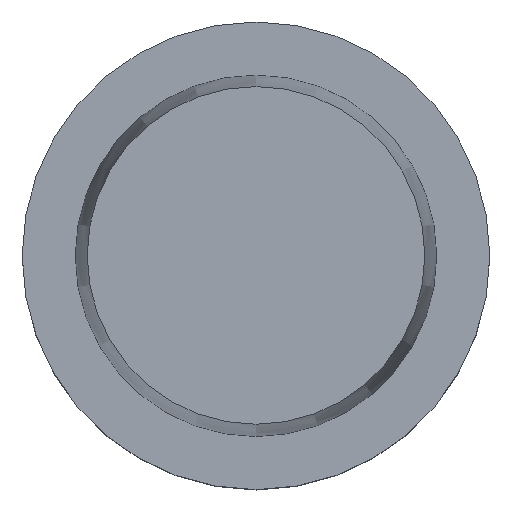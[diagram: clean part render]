
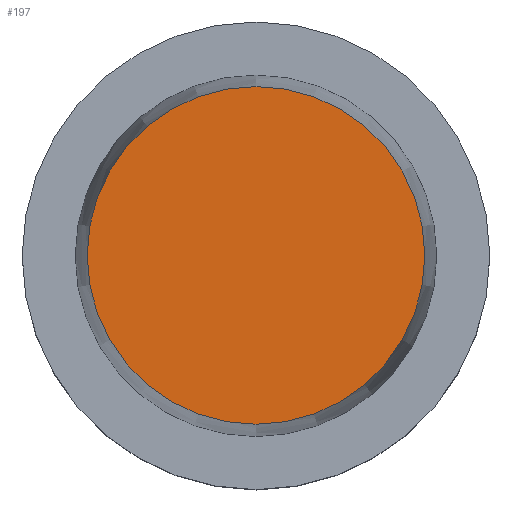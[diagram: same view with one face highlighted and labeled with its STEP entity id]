
A CAD part, top view. The second image highlights one B-rep face of the part: STEP entity #197.
In plain terms, the highlighted planar face has unit normal (0, 0, 1).
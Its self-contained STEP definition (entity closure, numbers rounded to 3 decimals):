
#197=ADVANCED_FACE('',(#208),#206,.F.);
#206=PLANE('',#539);
#208=FACE_OUTER_BOUND('',#258,.T.);
#258=EDGE_LOOP('',(#310));
#310=ORIENTED_EDGE('',*,*,#365,.F.);
#338=VERTEX_POINT('',#770);
#365=EDGE_CURVE('',#338,#338,#391,.T.);
#391=CIRCLE('',#538,22.722);
#538=AXIS2_PLACEMENT_3D('',#769,#660,#661);
#539=AXIS2_PLACEMENT_3D('',#771,#662,#663);
#660=DIRECTION('',(0.,0.,-1.));
#661=DIRECTION('',(0.,-1.,0.));
#662=DIRECTION('',(0.,0.,-1.));
#663=DIRECTION('',(0.,-1.,0.));
#769=CARTESIAN_POINT('',(0.,0.,31.9));
#770=CARTESIAN_POINT('',(0.,-22.722,31.9));
#771=CARTESIAN_POINT('',(0.,0.,31.9));
